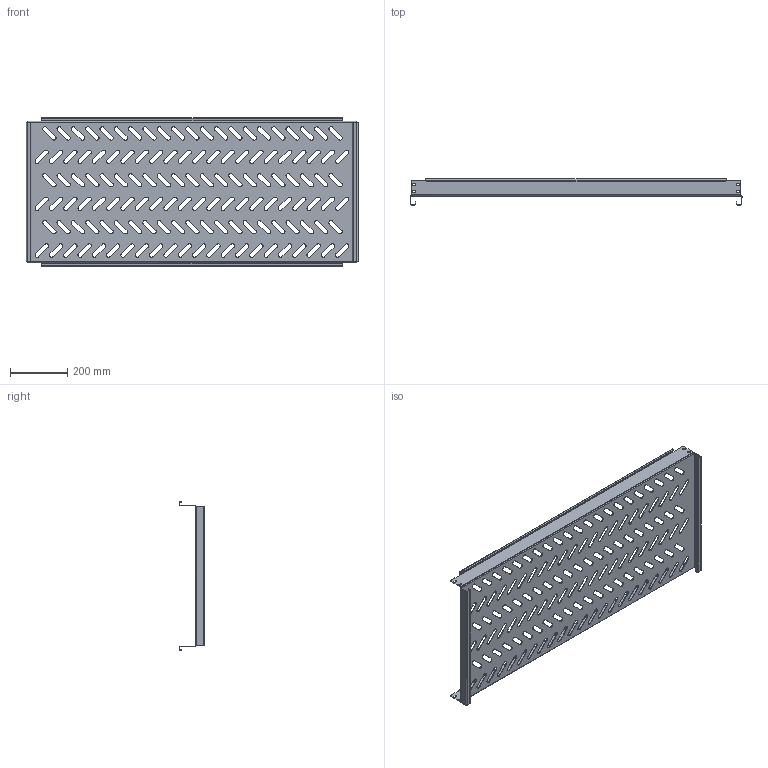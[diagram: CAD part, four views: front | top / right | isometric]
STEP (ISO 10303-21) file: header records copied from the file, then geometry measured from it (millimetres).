
FILE_DESCRIPTION (( 'STEP AP214' ), '1' );
FILE_NAME ('945.362.STEP', '2024-09-25T11:50:51', ( '' ), ( '' ), 'SwSTEP 2.0', 'SolidWorks 2021', '' );
FILE_SCHEMA (( 'AUTOMOTIVE_DESIGN' ));
Length unit declared in the file: millimetre
Products named in the file (1): 945.362
Bounding box: 1160 x 90 x 520 mm (x, y, z)
Volume: 1360594.4 mm3; surface area: 1404077.5 mm2
Topology: 1 solids, 1 shells, 807 faces, 2327 edges, 1522 vertices
Faces by surface type: cylinder 447, plane 352, bspline 8
Entity records: 27669 total; most frequent: CARTESIAN_POINT 5157, DIRECTION 4781, ORIENTED_EDGE 4654, EDGE_CURVE 2327, AXIS2_PLACEMENT_3D 1694, VERTEX_POINT 1522, VECTOR 1393, LINE 1393
